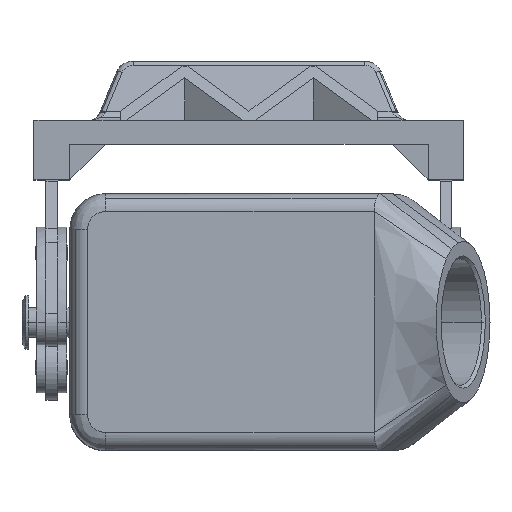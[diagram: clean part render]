
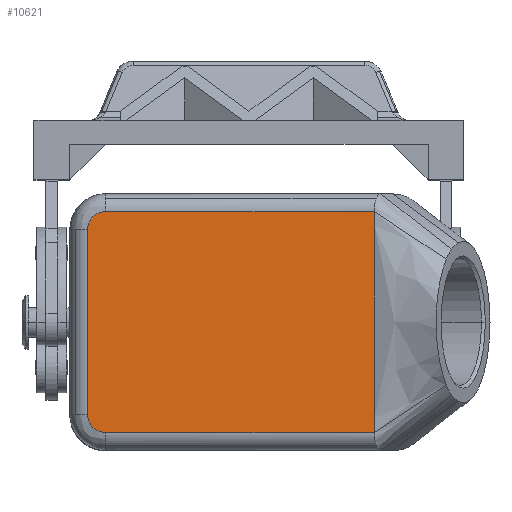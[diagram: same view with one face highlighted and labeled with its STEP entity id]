
A CAD part, top view. The second image highlights one B-rep face of the part: STEP entity #10621.
In plain terms, the highlighted planar face has unit normal (0, 0, 1).
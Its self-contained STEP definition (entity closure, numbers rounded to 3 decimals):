
#3583=CARTESIAN_POINT('',(-27.,-15.5,47.));
#3584=VERTEX_POINT('',#3583);
#3592=CARTESIAN_POINT('',(-27.,15.5,47.));
#3593=VERTEX_POINT('',#3592);
#3594=CARTESIAN_POINT('',(-27.,-15.5,47.));
#3595=DIRECTION('',(0.0,1.0,0.0));
#3596=VECTOR('',#3595,31.);
#3597=LINE('',#3594,#3596);
#3598=EDGE_CURVE('',#3584,#3593,#3597,.T.);
#9972=CARTESIAN_POINT('',(21.,18.5,47.));
#9973=VERTEX_POINT('',#9972);
#10041=CARTESIAN_POINT('',(21.,16.114,47.));
#10042=VERTEX_POINT('',#10041);
#10043=CARTESIAN_POINT('',(21.,16.114,47.));
#10044=DIRECTION('',(0.0,1.0,0.0));
#10045=VECTOR('',#10044,2.386);
#10046=LINE('',#10043,#10045);
#10047=EDGE_CURVE('',#10042,#9973,#10046,.T.);
#10049=CARTESIAN_POINT('',(21.,-16.114,47.));
#10050=VERTEX_POINT('',#10049);
#10051=CARTESIAN_POINT('',(21.,-16.114,47.));
#10052=DIRECTION('',(0.0,1.0,0.0));
#10053=VECTOR('',#10052,32.229);
#10054=LINE('',#10051,#10053);
#10055=EDGE_CURVE('',#10050,#10042,#10054,.T.);
#10057=CARTESIAN_POINT('',(21.,-18.5,47.));
#10058=VERTEX_POINT('',#10057);
#10059=CARTESIAN_POINT('',(21.,-18.5,47.));
#10060=DIRECTION('',(0.0,1.0,0.0));
#10061=VECTOR('',#10060,2.386);
#10062=LINE('',#10059,#10061);
#10063=EDGE_CURVE('',#10058,#10050,#10062,.T.);
#10380=CARTESIAN_POINT('',(-24.,-18.5,47.));
#10381=VERTEX_POINT('',#10380);
#10382=CARTESIAN_POINT('',(21.,-18.5,47.));
#10383=DIRECTION('',(-1.0,0.0,0.0));
#10384=VECTOR('',#10383,45.0);
#10385=LINE('',#10382,#10384);
#10386=EDGE_CURVE('',#10058,#10381,#10385,.T.);
#10471=CARTESIAN_POINT('',(-24.,-15.5,47.));
#10472=DIRECTION('',(0.0,0.0,-1.));
#10473=DIRECTION('',(-0.707,-0.707,0.0));
#10474=AXIS2_PLACEMENT_3D('',#10471,#10472,#10473);
#10475=CIRCLE('',#10474,3.0);
#10476=EDGE_CURVE('',#10381,#3584,#10475,.T.);
#10559=CARTESIAN_POINT('',(-24.,18.5,47.));
#10560=VERTEX_POINT('',#10559);
#10579=CARTESIAN_POINT('',(-24.,15.5,47.));
#10580=DIRECTION('',(0.0,0.0,-1.));
#10581=DIRECTION('',(-0.707,0.707,0.0));
#10582=AXIS2_PLACEMENT_3D('',#10579,#10580,#10581);
#10583=CIRCLE('',#10582,3.0);
#10584=EDGE_CURVE('',#3593,#10560,#10583,.T.);
#10596=CARTESIAN_POINT('',(-24.,18.5,47.));
#10597=DIRECTION('',(1.0,0.0,0.0));
#10598=VECTOR('',#10597,45.0);
#10599=LINE('',#10596,#10598);
#10600=EDGE_CURVE('',#10560,#9973,#10599,.T.);
#10606=CARTESIAN_POINT('',(21.,0.0,47.));
#10607=DIRECTION('',(0.0,0.0,1.0));
#10608=DIRECTION('',(1.0,0.0,0.0));
#10609=AXIS2_PLACEMENT_3D('',#10606,#10607,#10608);
#10610=PLANE('',#10609);
#10611=ORIENTED_EDGE('',*,*,#10600,.F.);
#10612=ORIENTED_EDGE('',*,*,#10584,.F.);
#10613=ORIENTED_EDGE('',*,*,#3598,.F.);
#10614=ORIENTED_EDGE('',*,*,#10476,.F.);
#10615=ORIENTED_EDGE('',*,*,#10386,.F.);
#10616=ORIENTED_EDGE('',*,*,#10063,.T.);
#10617=ORIENTED_EDGE('',*,*,#10055,.T.);
#10618=ORIENTED_EDGE('',*,*,#10047,.T.);
#10619=EDGE_LOOP('',(#10611,#10612,#10613,#10614,#10615,#10616,#10617,#10618));
#10620=FACE_OUTER_BOUND('',#10619,.T.);
#10621=ADVANCED_FACE('',(#10620),#10610,.T.);
